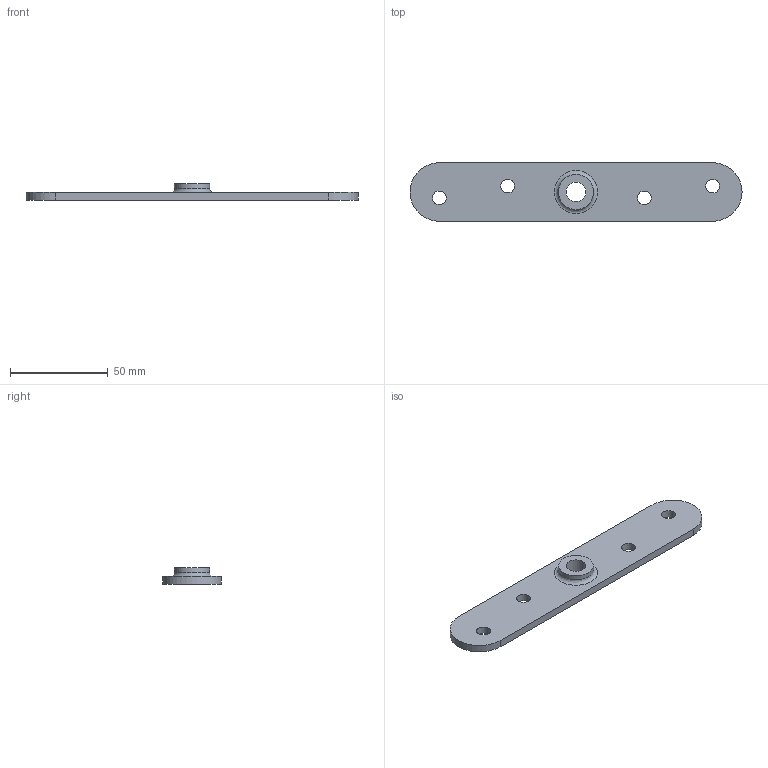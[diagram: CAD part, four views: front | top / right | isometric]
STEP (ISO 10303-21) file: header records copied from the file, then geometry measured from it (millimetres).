
FILE_DESCRIPTION((''),'2;1');
FILE_NAME('56.stp','2007-07-10T11:23:46',('Marc'),(''),'Autodesk Inventor 2008','Autodesk Inventor 2008','');
FILE_SCHEMA(('AUTOMOTIVE_DESIGN { 1 0 10303 214 1 1 1 1 }'));
Length unit declared in the file: millimetre
Products named in the file (1): 56
Bounding box: 170 x 30 x 8.5 mm (x, y, z)
Volume: 19526 mm3; surface area: 11671.6 mm2
Topology: 1 solids, 1 shells, 14 faces, 37 edges, 26 vertices
Faces by surface type: bspline 6, plane 5, cylinder 3
Full cylindrical faces by diameter (mm): 18 x1
Entity records: 521 total; most frequent: CARTESIAN_POINT 190, DIRECTION 60, ORIENTED_EDGE 50, EDGE_LOOP 32, AXIS2_PLACEMENT_3D 26, EDGE_CURVE 25, VERTEX_POINT 21, FACE_BOUND 18
